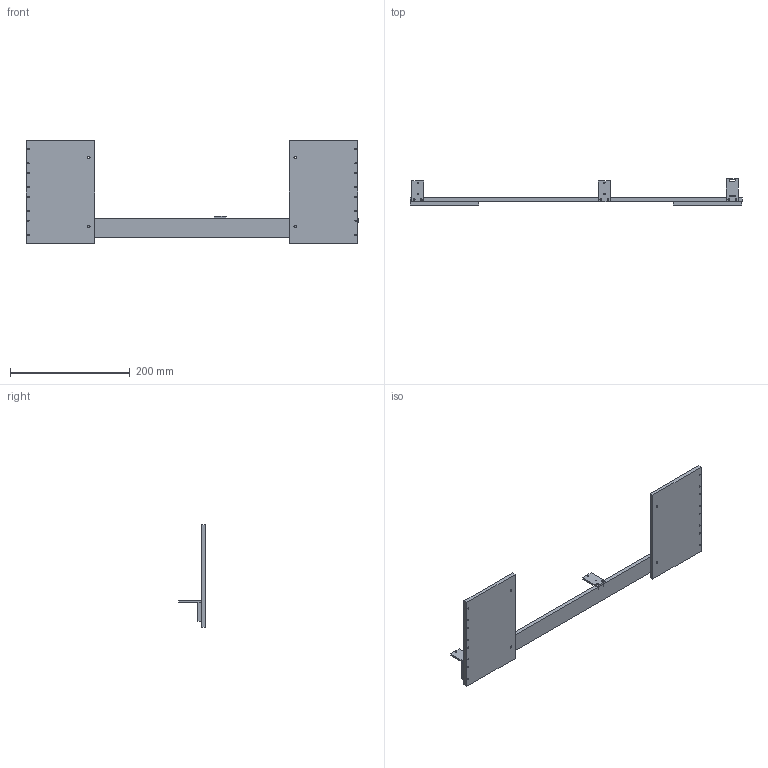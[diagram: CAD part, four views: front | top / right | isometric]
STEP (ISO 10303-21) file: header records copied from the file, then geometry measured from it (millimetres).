
FILE_DESCRIPTION(/* description */ (''),/* implementation_level */ '2;1');
FILE_NAME(/* name */ 'stave_assembly.step',/* time_stamp */ '2019-03-14T16:03:11-06:00',/* author */ ('hubertYKL9Y'),/* organization */ (''),/* preprocessor_version */ 'ST-DEVELOPER v17.2',/* originating_system */ 'Autodesk Translation Framework v7.6.0.251',/* authorisation */ '');
FILE_SCHEMA (('AUTOMOTIVE_DESIGN { 1 0 10303 214 3 1 1 }'));
Length unit declared in the file: millimetre
Products named in the file (5): long strip; long strip_1; small tab 1; small tab 2; plate
Assembly tree (6 placements, depth 3):
  long strip
    long strip_1
      small tab 1
    small tab 1
    small tab 2
    plate  x2
Bounding box: 555 x 44.7 x 172 mm (x, y, z)
Volume: 369362.6 mm3; surface area: 136543.6 mm2
Topology: 6 solids, 6 shells, 287 faces, 814 edges, 538 vertices
Faces by surface type: cylinder 223, plane 46, bspline 12, cone 6
Full cylindrical faces by diameter (mm): 2.1 x4, 2.261 x16, 2.529 x84, 2.946 x10, 3.086 x83, 4.039 x4
Entity records: 18453 total; most frequent: CARTESIAN_POINT 12185, ORIENTED_EDGE 1444, DIRECTION 999, EDGE_CURVE 722, VERTEX_POINT 474, AXIS2_PLACEMENT_3D 368, B_SPLINE_CURVE_WITH_KNOTS 351, EDGE_LOOP 312
